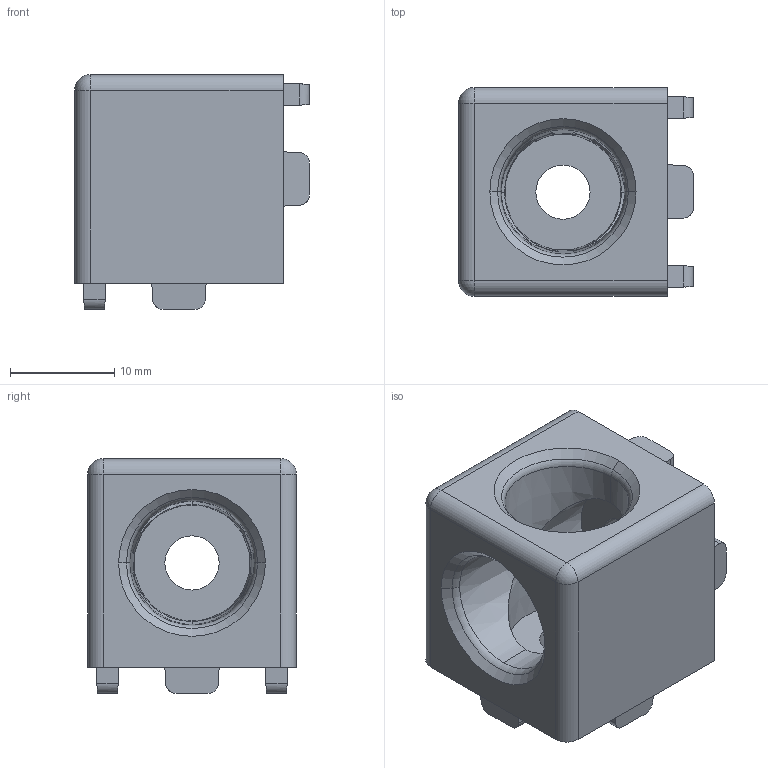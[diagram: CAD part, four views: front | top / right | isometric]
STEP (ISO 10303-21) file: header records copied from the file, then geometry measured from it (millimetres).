
FILE_DESCRIPTION (( 'STEP AP214' ), '1' );
FILE_NAME ('093ww201n05.STEP', '2014-08-21T06:16:24', ( '' ), ( '' ), 'SwSTEP 2.0', 'SolidWorks 2014', '' );
FILE_SCHEMA (( 'AUTOMOTIVE_DESIGN' ));
Length unit declared in the file: millimetre
Products named in the file (2): 093ww201n05_093ww201n05-1; 093ww201n05
Assembly tree (1 placements, depth 2):
  093ww201n05
    093ww201n05_093ww201n05-1
Bounding box: 22.5 x 20 x 22.5 mm (x, y, z)
Volume: 5083.2 mm3; surface area: 3360.7 mm2
Topology: 1 solids, 1 shells, 177 faces, 419 edges, 248 vertices
Faces by surface type: cylinder 69, plane 66, sphere 26, cone 12, torus 4
Entity records: 5233 total; most frequent: CARTESIAN_POINT 1198, DIRECTION 835, ORIENTED_EDGE 834, EDGE_CURVE 417, AXIS2_PLACEMENT_3D 293, VECTOR 249, LINE 249, VERTEX_POINT 248
